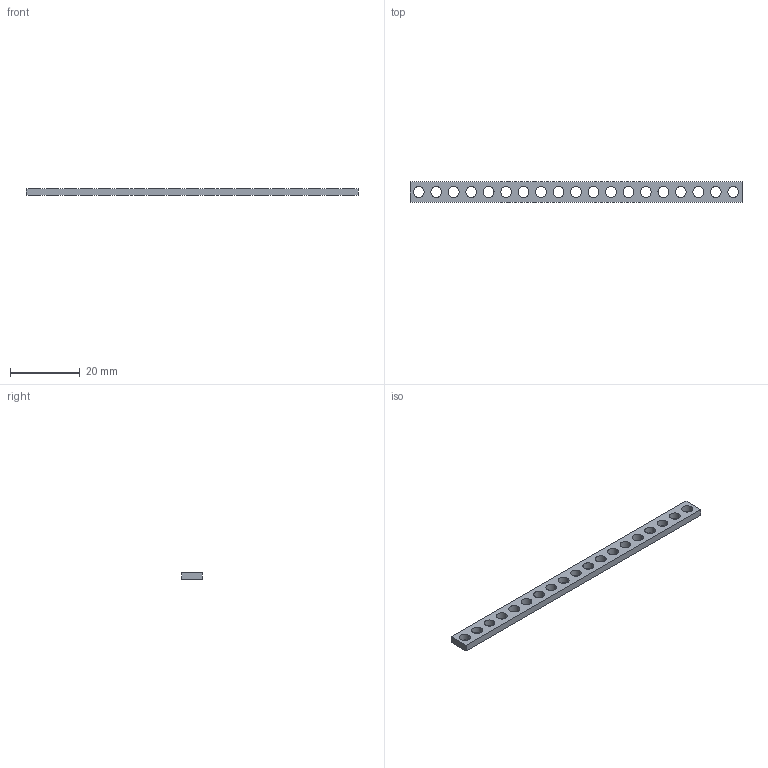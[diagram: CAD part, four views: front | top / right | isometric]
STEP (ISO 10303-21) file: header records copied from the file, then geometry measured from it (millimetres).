
FILE_DESCRIPTION (( 'STEP AP214' ), '1' );
FILE_NAME ('Strip bracket 95mm (19 holes).STEP', '2021-06-04T11:12:20', ( '' ), ( '' ), 'SwSTEP 2.0', 'SolidWorks 2016', '' );
FILE_SCHEMA (( 'AUTOMOTIVE_DESIGN' ));
Length unit declared in the file: millimetre
Products named in the file (2): Strip bracket 95mm (19 holes)
Bounding box: 95 x 6 x 2 mm (x, y, z)
Volume: 853.2 mm3; surface area: 1627.3 mm2
Topology: 1 solids, 1 shells, 44 faces, 126 edges, 84 vertices
Faces by surface type: cylinder 38, plane 6
Entity records: 1611 total; most frequent: DIRECTION 294, CARTESIAN_POINT 256, ORIENTED_EDGE 252, EDGE_CURVE 126, AXIS2_PLACEMENT_3D 122, VERTEX_POINT 84, EDGE_LOOP 82, CIRCLE 76
